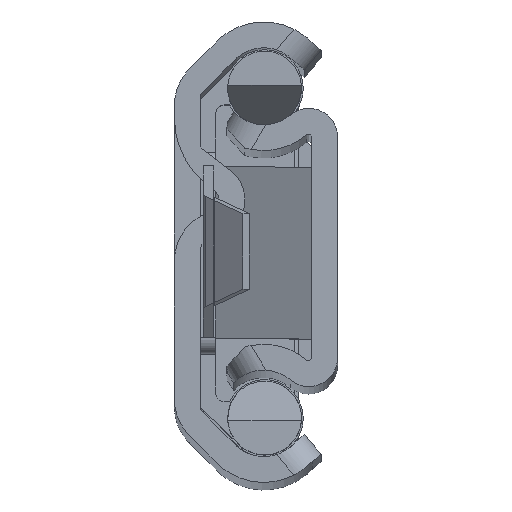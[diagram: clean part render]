
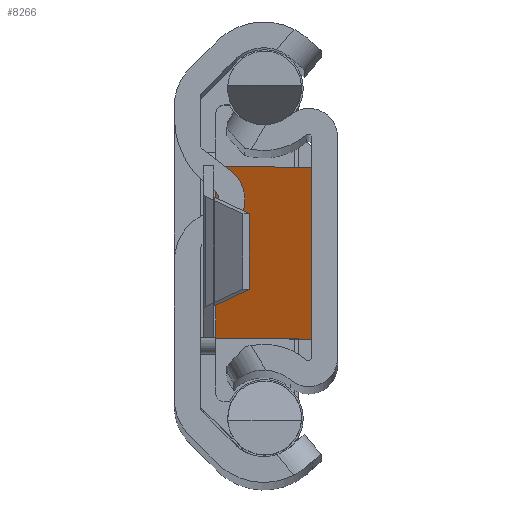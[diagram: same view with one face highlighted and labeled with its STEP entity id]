
A CAD part, top view. The second image highlights one B-rep face of the part: STEP entity #8266.
In plain terms, the highlighted face is planar.
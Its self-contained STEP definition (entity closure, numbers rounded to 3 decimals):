
#7 = EDGE_CURVE ( 'NONE', #8283, #3031, #3453, .T. ) ;
#471 = ORIENTED_EDGE ( 'NONE', *, *, #8495, .T. ) ;
#523 = FACE_OUTER_BOUND ( 'NONE', #8688, .T. ) ;
#751 = VERTEX_POINT ( 'NONE', #3153 ) ;
#1186 = CARTESIAN_POINT ( 'NONE',  ( 47.267, 5.115, 0. ) ) ;
#1358 = DIRECTION ( 'NONE',  ( 0.976, 0.22, 0. ) ) ;
#1633 = DIRECTION ( 'NONE',  ( 0.976, 0.22, 0. ) ) ;
#2732 = ORIENTED_EDGE ( 'NONE', *, *, #3548, .F. ) ;
#3031 = VERTEX_POINT ( 'NONE', #5500 ) ;
#3153 = CARTESIAN_POINT ( 'NONE',  ( 21.867, -0.6, -10. ) ) ;
#3253 = PLANE ( 'NONE',  #8392 ) ;
#3368 = ORIENTED_EDGE ( 'NONE', *, *, #7, .T. ) ;
#3379 = ORIENTED_EDGE ( 'NONE', *, *, #6328, .F. ) ;
#3453 = LINE ( 'NONE', #6854, #4896 ) ;
#3548 = EDGE_CURVE ( 'NONE', #4258, #3031, #7455, .T. ) ;
#4258 = VERTEX_POINT ( 'NONE', #8989 ) ;
#4811 = DIRECTION ( 'NONE',  ( 0., 0., 1. ) ) ;
#4896 = VECTOR ( 'NONE', #4811, 1000. ) ;
#5163 = CARTESIAN_POINT ( 'NONE',  ( 47.267, 5.115, -10. ) ) ;
#5203 = VECTOR ( 'NONE', #1633, 1000. ) ;
#5500 = CARTESIAN_POINT ( 'NONE',  ( 47.267, 5.115, 0. ) ) ;
#5898 = VECTOR ( 'NONE', #6657, 1000. ) ;
#6328 = EDGE_CURVE ( 'NONE', #751, #4258, #6609, .T. ) ;
#6609 = LINE ( 'NONE', #8615, #5898 ) ;
#6627 = CARTESIAN_POINT ( 'NONE',  ( 47.267, 5.115, -10. ) ) ;
#6657 = DIRECTION ( 'NONE',  ( 0., 0., 1. ) ) ;
#6854 = CARTESIAN_POINT ( 'NONE',  ( 47.267, 5.115, -10. ) ) ;
#7439 = DIRECTION ( 'NONE',  ( 0.976, 0.22, 0. ) ) ;
#7455 = LINE ( 'NONE', #1186, #8557 ) ;
#7761 = LINE ( 'NONE', #5163, #5203 ) ;
#8266 = ADVANCED_FACE ( 'NONE', ( #523 ), #3253, .T. ) ;
#8283 = VERTEX_POINT ( 'NONE', #8722 ) ;
#8392 = AXIS2_PLACEMENT_3D ( 'NONE', #6627, #8800, #7439 ) ;
#8495 = EDGE_CURVE ( 'NONE', #751, #8283, #7761, .T. ) ;
#8557 = VECTOR ( 'NONE', #1358, 1000. ) ;
#8615 = CARTESIAN_POINT ( 'NONE',  ( 21.867, -0.6, -10. ) ) ;
#8688 = EDGE_LOOP ( 'NONE', ( #2732, #3379, #471, #3368 ) ) ;
#8722 = CARTESIAN_POINT ( 'NONE',  ( 47.267, 5.115, -10. ) ) ;
#8800 = DIRECTION ( 'NONE',  ( 0.22, -0.976, 0. ) ) ;
#8989 = CARTESIAN_POINT ( 'NONE',  ( 21.867, -0.6, 0. ) ) ;
